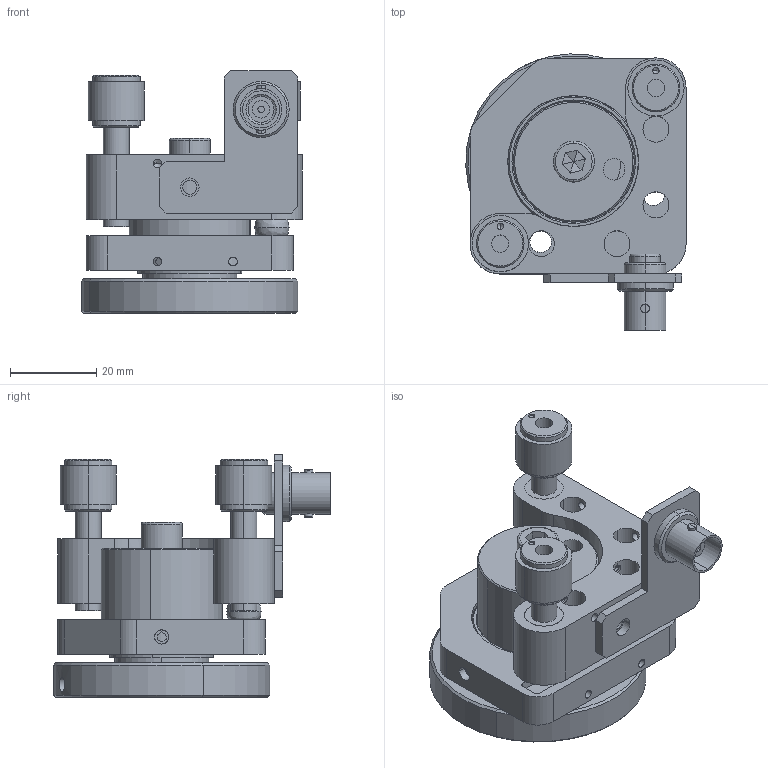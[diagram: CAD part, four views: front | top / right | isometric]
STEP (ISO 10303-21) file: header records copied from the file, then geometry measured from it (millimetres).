
FILE_DESCRIPTION (( 'STEP AP203' ), '1' );
FILE_NAME ('ZT35H80K-3D-±ê×¼.STEP', '2021-12-01T05:21:47', ( '' ), ( '' ), 'SwSTEP 2.0', 'SolidWorks 2016', '' );
FILE_SCHEMA (( 'CONFIG_CONTROL_DESIGN' ));
Length unit declared in the file: millimetre
Products named in the file (1): ZT35H80K-3D-梓袧
Bounding box: 50.98 x 63.98 x 56.21 mm (x, y, z)
Surface area: 28436 mm2 (no closed solid volume)
Topology: 0 solids, 23 shells, 276 faces, 763 edges, 503 vertices
Faces by surface type: cylinder 153, plane 74, cone 41, torus 6, bspline 2
Entity records: 10529 total; most frequent: CARTESIAN_POINT 3317, DIRECTION 1536, ORIENTED_EDGE 1370, EDGE_CURVE 747, AXIS2_PLACEMENT_3D 610, VERTEX_POINT 503, EDGE_LOOP 365, CIRCLE 335
